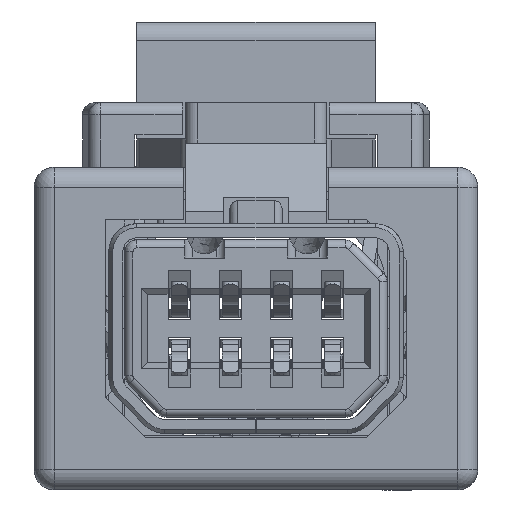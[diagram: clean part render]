
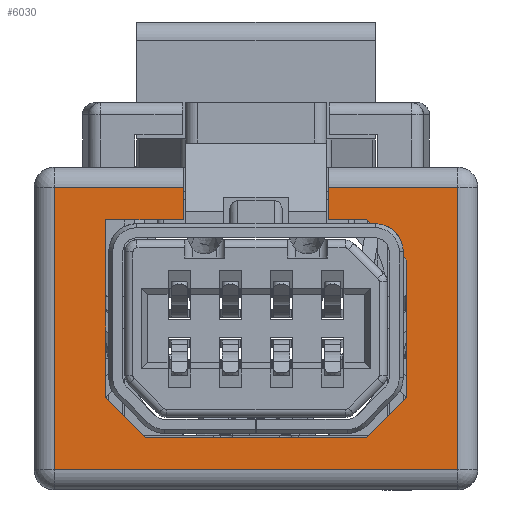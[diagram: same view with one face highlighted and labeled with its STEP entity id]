
A CAD part, front view. The second image highlights one B-rep face of the part: STEP entity #6030.
In plain terms, the highlighted planar face has unit normal (0, -1, 0).
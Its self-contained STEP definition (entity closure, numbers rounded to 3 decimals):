
#3534=CARTESIAN_POINT('',(-1.8,11.2,3.5));
#3535=VERTEX_POINT('',#3534);
#3544=CARTESIAN_POINT('',(-5.,11.2,3.5));
#3545=VERTEX_POINT('',#3544);
#3553=CARTESIAN_POINT('',(-5.,11.2,3.5));
#3554=DIRECTION('',(1.,0.,0.));
#3555=VECTOR('',#3554,3.2);
#3556=LINE('',#3553,#3555);
#3557=EDGE_CURVE('',#3545,#3535,#3556,.T.);
#3585=CARTESIAN_POINT('',(-1.8,11.2,2.7));
#3586=VERTEX_POINT('',#3585);
#3587=CARTESIAN_POINT('',(-1.8,11.2,3.5));
#3588=DIRECTION('',(0.,0.,-1.));
#3589=VECTOR('',#3588,0.8);
#3590=LINE('',#3587,#3589);
#3591=EDGE_CURVE('',#3535,#3586,#3590,.T.);
#3639=CARTESIAN_POINT('',(1.8,11.2,3.5));
#3640=VERTEX_POINT('',#3639);
#3666=CARTESIAN_POINT('',(1.8,11.2,2.7));
#3667=VERTEX_POINT('',#3666);
#3674=CARTESIAN_POINT('',(1.8,11.2,2.7));
#3675=DIRECTION('',(0.,0.,1.));
#3676=VECTOR('',#3675,0.8);
#3677=LINE('',#3674,#3676);
#3678=EDGE_CURVE('',#3667,#3640,#3677,.T.);
#3689=CARTESIAN_POINT('',(5.,11.2,3.5));
#3690=VERTEX_POINT('',#3689);
#3691=CARTESIAN_POINT('',(1.8,11.2,3.5));
#3692=DIRECTION('',(1.,0.,0.));
#3693=VECTOR('',#3692,3.2);
#3694=LINE('',#3691,#3693);
#3695=EDGE_CURVE('',#3640,#3690,#3694,.T.);
#5902=CARTESIAN_POINT('',(0.,11.2,0.));
#5903=DIRECTION('',(-1.,0.,0.));
#5904=DIRECTION('',(0.,-1.,-0.));
#5905=AXIS2_PLACEMENT_3D('',#5902,#5904,#5903);
#5906=PLANE('',#5905);
#5907=CARTESIAN_POINT('',(3.725,11.2,1.7));
#5908=VERTEX_POINT('',#5907);
#5909=CARTESIAN_POINT('',(3.725,11.2,-1.7));
#5910=VERTEX_POINT('',#5909);
#5911=CARTESIAN_POINT('',(3.725,11.2,1.7));
#5912=DIRECTION('',(0.,0.,-1.));
#5913=VECTOR('',#5912,3.4);
#5914=LINE('',#5911,#5913);
#5915=EDGE_CURVE('',#5908,#5910,#5914,.T.);
#5916=ORIENTED_EDGE('',*,*,#5915,.T.);
#5917=CARTESIAN_POINT('',(2.75,11.2,-2.7));
#5918=VERTEX_POINT('',#5917);
#5919=CARTESIAN_POINT('',(3.725,11.2,-1.7));
#5920=DIRECTION('',(-0.698,0.,-0.716));
#5921=VECTOR('',#5920,1.397);
#5922=LINE('',#5919,#5921);
#5923=EDGE_CURVE('',#5910,#5918,#5922,.T.);
#5924=ORIENTED_EDGE('',*,*,#5923,.T.);
#5925=CARTESIAN_POINT('',(-2.75,11.2,-2.7));
#5926=VERTEX_POINT('',#5925);
#5927=CARTESIAN_POINT('',(2.75,11.2,-2.7));
#5928=DIRECTION('',(-1.,0.,0.));
#5929=VECTOR('',#5928,5.5);
#5930=LINE('',#5927,#5929);
#5931=EDGE_CURVE('',#5918,#5926,#5930,.T.);
#5932=ORIENTED_EDGE('',*,*,#5931,.T.);
#5933=CARTESIAN_POINT('',(-3.725,11.2,-1.7));
#5934=VERTEX_POINT('',#5933);
#5935=CARTESIAN_POINT('',(-2.75,11.2,-2.7));
#5936=DIRECTION('',(-0.698,0.,0.716));
#5937=VECTOR('',#5936,1.397);
#5938=LINE('',#5935,#5937);
#5939=EDGE_CURVE('',#5926,#5934,#5938,.T.);
#5940=ORIENTED_EDGE('',*,*,#5939,.T.);
#5941=CARTESIAN_POINT('',(-3.725,11.2,2.7));
#5942=VERTEX_POINT('',#5941);
#5943=CARTESIAN_POINT('',(-3.725,11.2,2.7));
#5944=DIRECTION('',(0.,0.,-1.));
#5945=VECTOR('',#5944,4.4);
#5946=LINE('',#5943,#5945);
#5947=EDGE_CURVE('',#5942,#5934,#5946,.T.);
#5948=ORIENTED_EDGE('',*,*,#5947,.F.);
#5949=CARTESIAN_POINT('',(-3.725,11.2,2.7));
#5950=DIRECTION('',(1.,0.,0.));
#5951=VECTOR('',#5950,1.925);
#5952=LINE('',#5949,#5951);
#5953=EDGE_CURVE('',#5942,#3586,#5952,.T.);
#5954=ORIENTED_EDGE('',*,*,#5953,.T.);
#5955=ORIENTED_EDGE('',*,*,#3591,.F.);
#5956=ORIENTED_EDGE('',*,*,#3557,.F.);
#5957=CARTESIAN_POINT('',(-5.,11.2,-3.5));
#5958=VERTEX_POINT('',#5957);
#5959=CARTESIAN_POINT('',(-5.,11.2,3.5));
#5960=DIRECTION('',(0.,0.,-1.));
#5961=VECTOR('',#5960,7.);
#5962=LINE('',#5959,#5961);
#5963=EDGE_CURVE('',#3545,#5958,#5962,.T.);
#5964=ORIENTED_EDGE('',*,*,#5963,.T.);
#5965=CARTESIAN_POINT('',(5.,11.2,-3.5));
#5966=VERTEX_POINT('',#5965);
#5967=CARTESIAN_POINT('',(5.,11.2,-3.5));
#5968=DIRECTION('',(-1.,0.,0.));
#5969=VECTOR('',#5968,10.);
#5970=LINE('',#5967,#5969);
#5971=EDGE_CURVE('',#5966,#5958,#5970,.T.);
#5972=ORIENTED_EDGE('',*,*,#5971,.F.);
#5973=CARTESIAN_POINT('',(5.,11.2,3.5));
#5974=DIRECTION('',(0.,0.,-1.));
#5975=VECTOR('',#5974,7.);
#5976=LINE('',#5973,#5975);
#5977=EDGE_CURVE('',#3690,#5966,#5976,.T.);
#5978=ORIENTED_EDGE('',*,*,#5977,.F.);
#5979=ORIENTED_EDGE('',*,*,#3695,.F.);
#5980=ORIENTED_EDGE('',*,*,#3678,.F.);
#5981=CARTESIAN_POINT('',(2.75,11.2,2.7));
#5982=VERTEX_POINT('',#5981);
#5983=CARTESIAN_POINT('',(1.8,11.2,2.7));
#5984=DIRECTION('',(1.,0.,0.));
#5985=VECTOR('',#5984,0.95);
#5986=LINE('',#5983,#5985);
#5987=EDGE_CURVE('',#3667,#5982,#5986,.T.);
#5988=ORIENTED_EDGE('',*,*,#5987,.T.);
#5989=CARTESIAN_POINT('',(2.848,11.2,2.6));
#5990=VERTEX_POINT('',#5989);
#5991=CARTESIAN_POINT('',(2.848,11.2,2.6));
#5992=DIRECTION('',(-0.698,0.,0.716));
#5993=VECTOR('',#5992,0.14);
#5994=LINE('',#5991,#5993);
#5995=EDGE_CURVE('',#5990,#5982,#5994,.T.);
#5996=ORIENTED_EDGE('',*,*,#5995,.F.);
#5997=CARTESIAN_POINT('',(2.95,11.2,2.6));
#5998=VERTEX_POINT('',#5997);
#5999=CARTESIAN_POINT('',(2.848,11.2,2.6));
#6000=DIRECTION('',(1.,0.,0.));
#6001=VECTOR('',#6000,0.103);
#6002=LINE('',#5999,#6001);
#6003=EDGE_CURVE('',#5990,#5998,#6002,.T.);
#6004=ORIENTED_EDGE('',*,*,#6003,.T.);
#6005=CARTESIAN_POINT('',(3.65,11.2,1.9));
#6006=VERTEX_POINT('',#6005);
#6007=CARTESIAN_POINT('',(2.95,11.2,1.9));
#6008=DIRECTION('',(0.,0.,1.));
#6009=DIRECTION('',(0.,1.,0.));
#6010=AXIS2_PLACEMENT_3D('',#6007,#6009,#6008);
#6011=CIRCLE('',#6010,0.7);
#6012=EDGE_CURVE('',#5998,#6006,#6011,.T.);
#6013=ORIENTED_EDGE('',*,*,#6012,.T.);
#6014=CARTESIAN_POINT('',(3.65,11.2,1.777));
#6015=VERTEX_POINT('',#6014);
#6016=CARTESIAN_POINT('',(3.65,11.2,1.9));
#6017=DIRECTION('',(0.,0.,-1.));
#6018=VECTOR('',#6017,0.123);
#6019=LINE('',#6016,#6018);
#6020=EDGE_CURVE('',#6006,#6015,#6019,.T.);
#6021=ORIENTED_EDGE('',*,*,#6020,.T.);
#6022=CARTESIAN_POINT('',(3.725,11.2,1.7));
#6023=DIRECTION('',(-0.698,0.,0.716));
#6024=VECTOR('',#6023,0.107);
#6025=LINE('',#6022,#6024);
#6026=EDGE_CURVE('',#5908,#6015,#6025,.T.);
#6027=ORIENTED_EDGE('',*,*,#6026,.F.);
#6028=EDGE_LOOP('',(#5916,#5924,#5932,#5940,#5948,#5954,#5955,#5956,#5964,#5972,#5978,#5979,#5980,#5988,#5996,#6004,#6013,#6021,#6027));
#6029=FACE_OUTER_BOUND('',#6028,.T.);
#6030=ADVANCED_FACE('',(#6029),#5906,.T.);
